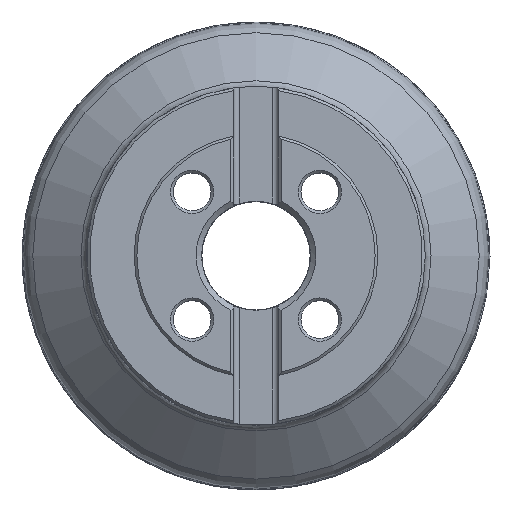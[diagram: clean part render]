
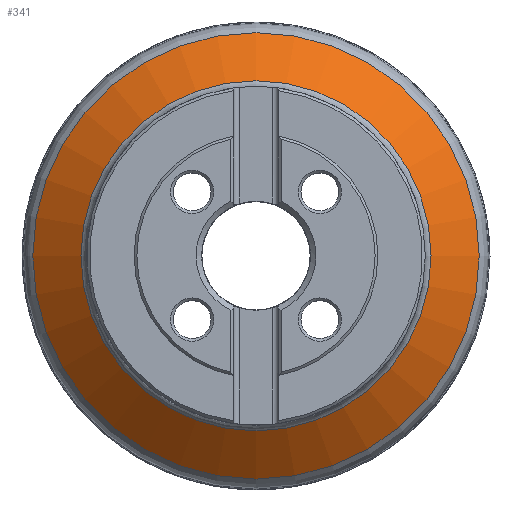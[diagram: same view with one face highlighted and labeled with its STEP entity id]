
A CAD part, top view. The second image highlights one B-rep face of the part: STEP entity #341.
In plain terms, the highlighted conical face has half-angle 50 degrees and reference radius 62.5 mm.
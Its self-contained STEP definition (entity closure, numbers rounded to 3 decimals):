
#151=CONICAL_SURFACE('',#2065,62.5,50.);
#341=ADVANCED_FACE('',(#601,#602),#151,.T.);
#601=FACE_BOUND('',#761,.T.);
#602=FACE_BOUND('',#762,.T.);
#761=EDGE_LOOP('',(#966));
#762=EDGE_LOOP('',(#967));
#966=ORIENTED_EDGE('',*,*,#1501,.T.);
#967=ORIENTED_EDGE('',*,*,#1502,.T.);
#1344=VERTEX_POINT('',#2993);
#1345=VERTEX_POINT('',#2995);
#1501=EDGE_CURVE('',#1344,#1344,#1690,.T.);
#1502=EDGE_CURVE('',#1345,#1345,#1691,.T.);
#1690=CIRCLE('',#2063,82.428);
#1691=CIRCLE('',#2064,64.643);
#2063=AXIS2_PLACEMENT_3D('',#2992,#2386,#2387);
#2064=AXIS2_PLACEMENT_3D('',#2994,#2388,#2389);
#2065=AXIS2_PLACEMENT_3D('',#2996,#2390,#2391);
#2386=DIRECTION('',(0.,0.,1.));
#2387=DIRECTION('',(1.,0.,0.));
#2388=DIRECTION('',(0.,0.,-1.));
#2389=DIRECTION('',(-1.,0.,0.));
#2390=DIRECTION('',(0.,0.,-1.));
#2391=DIRECTION('',(-1.,0.,0.));
#2992=CARTESIAN_POINT('',(0.,0.,-34.721));
#2993=CARTESIAN_POINT('',(82.428,0.,-34.721));
#2994=CARTESIAN_POINT('',(0.,0.,-19.798));
#2995=CARTESIAN_POINT('',(-64.643,0.,-19.798));
#2996=CARTESIAN_POINT('',(0.,0.,-18.));
